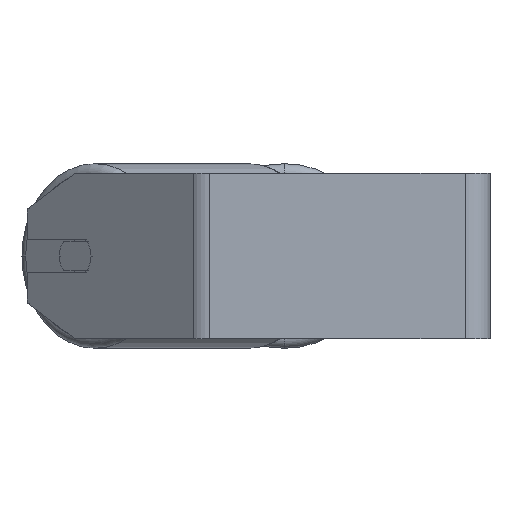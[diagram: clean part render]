
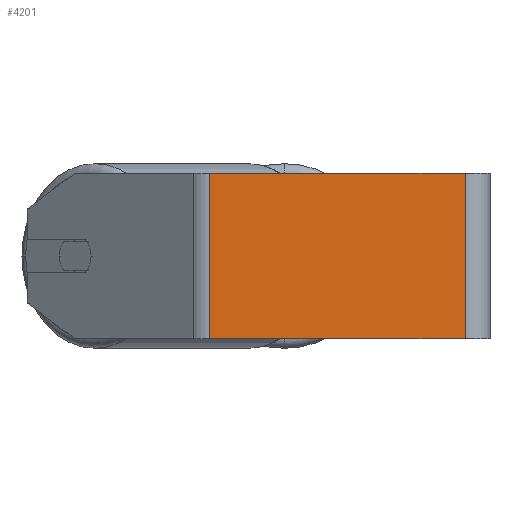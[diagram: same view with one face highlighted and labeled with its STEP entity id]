
A CAD part, left-side view. The second image highlights one B-rep face of the part: STEP entity #4201.
In plain terms, the highlighted planar face has unit normal (-1, 0, 0).
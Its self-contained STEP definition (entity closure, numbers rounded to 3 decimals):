
#315 = PLANE ( 'NONE',  #8227 ) ;
#760 = CARTESIAN_POINT ( 'NONE',  ( -255., 139.57, -40. ) ) ;
#849 = LINE ( 'NONE', #3457, #2829 ) ;
#1234 = ORIENTED_EDGE ( 'NONE', *, *, #8369, .T. ) ;
#1589 = DIRECTION ( 'NONE',  ( 0., -1., 0. ) ) ;
#1611 = EDGE_LOOP ( 'NONE', ( #3551, #6767, #4136, #1234 ) ) ;
#1802 = VERTEX_POINT ( 'NONE', #7211 ) ;
#1828 = VERTEX_POINT ( 'NONE', #5392 ) ;
#2829 = VECTOR ( 'NONE', #1589, 1000. ) ;
#2912 = VERTEX_POINT ( 'NONE', #4976 ) ;
#3292 = VERTEX_POINT ( 'NONE', #6088 ) ;
#3381 = DIRECTION ( 'NONE',  ( 0., 0., -1. ) ) ;
#3457 = CARTESIAN_POINT ( 'NONE',  ( -255., 139.57, 40. ) ) ;
#3551 = ORIENTED_EDGE ( 'NONE', *, *, #5343, .T. ) ;
#4087 = DIRECTION ( 'NONE',  ( 0., -1., 0. ) ) ;
#4136 = ORIENTED_EDGE ( 'NONE', *, *, #4937, .F. ) ;
#4201 = ADVANCED_FACE ( 'NONE', ( #4829 ), #315, .F. ) ;
#4573 = EDGE_CURVE ( 'NONE', #1828, #1802, #5389, .T. ) ;
#4782 = DIRECTION ( 'NONE',  ( 0., 0., -1. ) ) ;
#4829 = FACE_OUTER_BOUND ( 'NONE', #1611, .T. ) ;
#4937 = EDGE_CURVE ( 'NONE', #2912, #1828, #849, .T. ) ;
#4952 = DIRECTION ( 'NONE',  ( 0., 0., -1. ) ) ;
#4976 = CARTESIAN_POINT ( 'NONE',  ( -255., 135.202, 40. ) ) ;
#5343 = EDGE_CURVE ( 'NONE', #3292, #1802, #6542, .T. ) ;
#5372 = VECTOR ( 'NONE', #4952, 1000. ) ;
#5389 = LINE ( 'NONE', #7934, #7958 ) ;
#5392 = CARTESIAN_POINT ( 'NONE',  ( -255., 12., 40. ) ) ;
#5397 = DIRECTION ( 'NONE',  ( 1., 0., 0. ) ) ;
#5400 = CARTESIAN_POINT ( 'NONE',  ( -255., 135.202, 40. ) ) ;
#5480 = VECTOR ( 'NONE', #4087, 1000. ) ;
#6088 = CARTESIAN_POINT ( 'NONE',  ( -255., 135.202, -40. ) ) ;
#6542 = LINE ( 'NONE', #760, #5480 ) ;
#6767 = ORIENTED_EDGE ( 'NONE', *, *, #4573, .F. ) ;
#7211 = CARTESIAN_POINT ( 'NONE',  ( -255., 12., -40. ) ) ;
#7934 = CARTESIAN_POINT ( 'NONE',  ( -255., 12., 40. ) ) ;
#7946 = CARTESIAN_POINT ( 'NONE',  ( -255., 139.57, 40. ) ) ;
#7958 = VECTOR ( 'NONE', #3381, 1000. ) ;
#8035 = LINE ( 'NONE', #5400, #5372 ) ;
#8227 = AXIS2_PLACEMENT_3D ( 'NONE', #7946, #5397, #4782 ) ;
#8369 = EDGE_CURVE ( 'NONE', #2912, #3292, #8035, .T. ) ;
